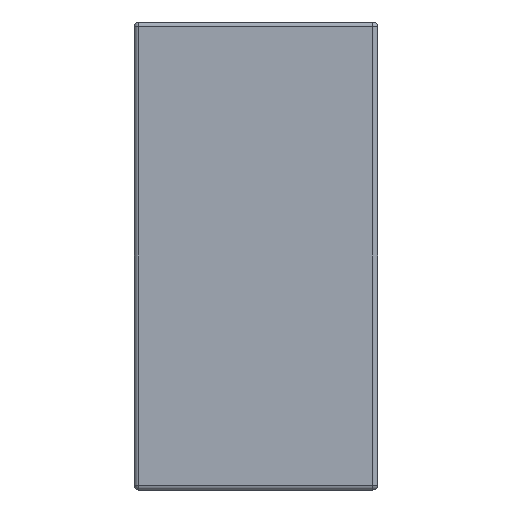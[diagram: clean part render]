
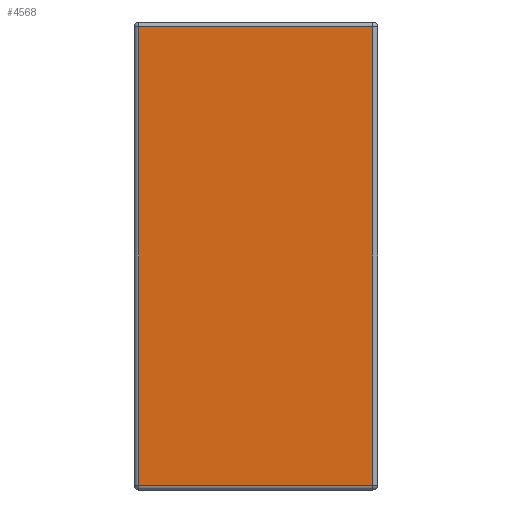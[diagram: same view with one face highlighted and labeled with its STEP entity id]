
A CAD part, left-side view. The second image highlights one B-rep face of the part: STEP entity #4568.
In plain terms, the highlighted planar face has unit normal (-1, 0, 0).
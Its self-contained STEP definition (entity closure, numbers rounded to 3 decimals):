
#116 = EDGE_LOOP ( 'NONE', ( #1032, #3694, #1766, #2572 ) ) ;
#201 = LINE ( 'NONE', #4951, #469 ) ;
#342 = LINE ( 'NONE', #444, #4608 ) ;
#393 = DIRECTION ( 'NONE',  ( 0., 0., 1. ) ) ;
#444 = CARTESIAN_POINT ( 'NONE',  ( -1.25, 0.02, 1. ) ) ;
#469 = VECTOR ( 'NONE', #3755, 1000. ) ;
#504 = VERTEX_POINT ( 'NONE', #4505 ) ;
#722 = DIRECTION ( 'NONE',  ( 0., 1., 0. ) ) ;
#839 = DIRECTION ( 'NONE',  ( -1., 0., 0. ) ) ;
#1032 = ORIENTED_EDGE ( 'NONE', *, *, #1227, .T. ) ;
#1227 = EDGE_CURVE ( 'NONE', #1779, #504, #342, .T. ) ;
#1489 = DIRECTION ( 'NONE',  ( 0., 0., -1. ) ) ;
#1504 = CARTESIAN_POINT ( 'NONE',  ( -1.25, 0., 0.98 ) ) ;
#1748 = LINE ( 'NONE', #2729, #2403 ) ;
#1766 = ORIENTED_EDGE ( 'NONE', *, *, #4321, .T. ) ;
#1779 = VERTEX_POINT ( 'NONE', #3784 ) ;
#2009 = EDGE_CURVE ( 'NONE', #504, #2114, #3027, .T. ) ;
#2025 = VERTEX_POINT ( 'NONE', #4041 ) ;
#2114 = VERTEX_POINT ( 'NONE', #4499 ) ;
#2403 = VECTOR ( 'NONE', #1489, 1000. ) ;
#2508 = VECTOR ( 'NONE', #722, 1000. ) ;
#2572 = ORIENTED_EDGE ( 'NONE', *, *, #4553, .T. ) ;
#2729 = CARTESIAN_POINT ( 'NONE',  ( -1.25, 1.02, -1. ) ) ;
#3027 = LINE ( 'NONE', #1504, #2508 ) ;
#3309 = CARTESIAN_POINT ( 'NONE',  ( -1.25, 0., 1. ) ) ;
#3694 = ORIENTED_EDGE ( 'NONE', *, *, #2009, .T. ) ;
#3733 = DIRECTION ( 'NONE',  ( 0., 0., 1. ) ) ;
#3755 = DIRECTION ( 'NONE',  ( 0., -1., 0. ) ) ;
#3784 = CARTESIAN_POINT ( 'NONE',  ( -1.25, 0.02, -0.98 ) ) ;
#4041 = CARTESIAN_POINT ( 'NONE',  ( -1.25, 1.02, -0.98 ) ) ;
#4321 = EDGE_CURVE ( 'NONE', #2114, #2025, #1748, .T. ) ;
#4499 = CARTESIAN_POINT ( 'NONE',  ( -1.25, 1.02, 0.98 ) ) ;
#4505 = CARTESIAN_POINT ( 'NONE',  ( -1.25, 0.02, 0.98 ) ) ;
#4553 = EDGE_CURVE ( 'NONE', #2025, #1779, #201, .T. ) ;
#4568 = ADVANCED_FACE ( 'NONE', ( #4808 ), #5359, .T. ) ;
#4608 = VECTOR ( 'NONE', #393, 1000. ) ;
#4693 = AXIS2_PLACEMENT_3D ( 'NONE', #3309, #839, #3733 ) ;
#4808 = FACE_OUTER_BOUND ( 'NONE', #116, .T. ) ;
#4951 = CARTESIAN_POINT ( 'NONE',  ( -1.25, 0., -0.98 ) ) ;
#5359 = PLANE ( 'NONE',  #4693 ) ;
